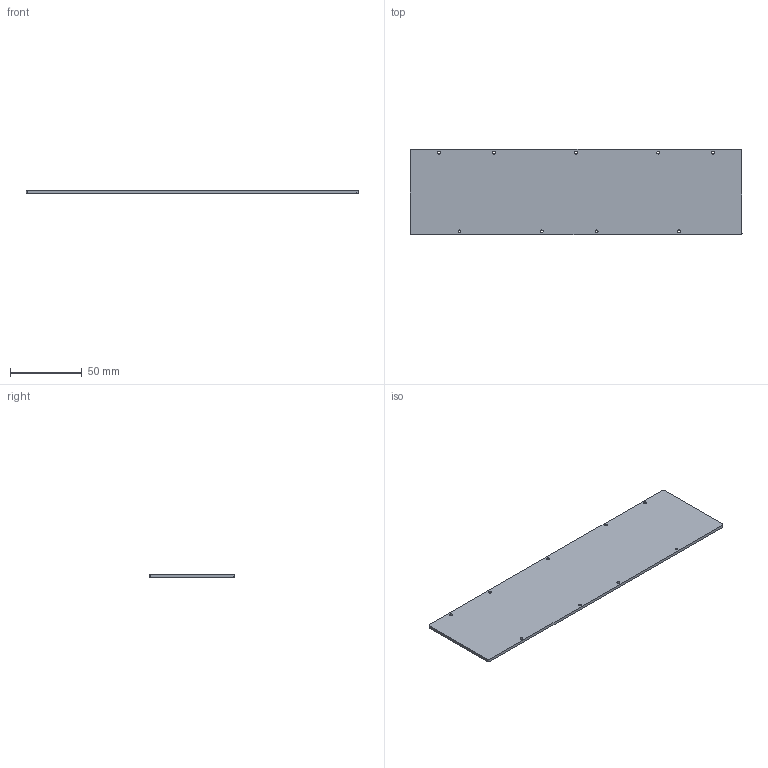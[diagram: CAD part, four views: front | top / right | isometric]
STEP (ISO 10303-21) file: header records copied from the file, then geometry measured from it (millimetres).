
FILE_DESCRIPTION(/* description */ (''),/* implementation_level */ '2;1');
FILE_NAME(/* name */ '001_plate v6.step',/* time_stamp */ '2022-08-02T11:35:09+09:00',/* author */ (''),/* organization */ (''),/* preprocessor_version */ 'ST-DEVELOPER v19',/* originating_system */ 'Autodesk Translation Framework v11.7.0.108',/* authorisation */ '');
FILE_SCHEMA (('AUTOMOTIVE_DESIGN { 1 0 10303 214 3 1 1 }'));
Length unit declared in the file: millimetre
Products named in the file (1): keyboard_001 PCB
Bounding box: 230.7 x 59.25 x 2 mm (x, y, z)
Volume: 27267.7 mm3; surface area: 28531.6 mm2
Topology: 1 solids, 1 shells, 28 faces, 73 edges, 47 vertices
Faces by surface type: cylinder 13, cone 9, plane 6
Full cylindrical faces by diameter (mm): 2 x9
Entity records: 948 total; most frequent: DIRECTION 166, CARTESIAN_POINT 149, ORIENTED_EDGE 146, EDGE_CURVE 73, AXIS2_PLACEMENT_3D 64, VERTEX_POINT 47, EDGE_LOOP 46, LINE 38
